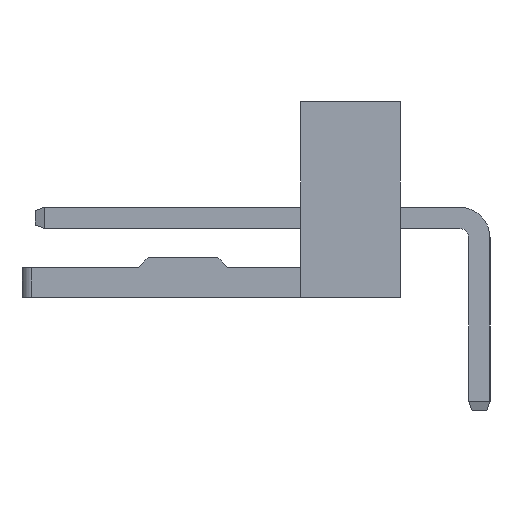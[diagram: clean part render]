
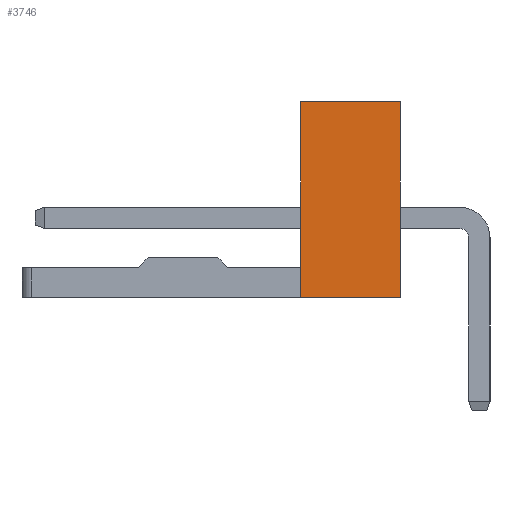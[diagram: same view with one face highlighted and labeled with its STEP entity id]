
A CAD part, left-side view. The second image highlights one B-rep face of the part: STEP entity #3746.
In plain terms, the highlighted planar face has unit normal (-1, 0, 0).
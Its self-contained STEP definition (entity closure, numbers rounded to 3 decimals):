
#105 = ORIENTED_EDGE ( 'NONE', *, *, #11755, .T. ) ;
#254 = CARTESIAN_POINT ( 'NONE',  ( -1.27, 5.38, 0. ) ) ;
#347 = EDGE_CURVE ( 'NONE', #9270, #11320, #2142, .T. ) ;
#574 = EDGE_CURVE ( 'NONE', #4752, #9270, #10073, .T. ) ;
#697 = DIRECTION ( 'NONE',  ( 0., 1., 0. ) ) ;
#1421 = VECTOR ( 'NONE', #11834, 1000. ) ;
#1750 = ORIENTED_EDGE ( 'NONE', *, *, #347, .T. ) ;
#1761 = CARTESIAN_POINT ( 'NONE',  ( -1.27, 2.38, 0. ) ) ;
#2093 = CARTESIAN_POINT ( 'NONE',  ( -1.27, 2.38, 5.9 ) ) ;
#2142 = LINE ( 'NONE', #11825, #5871 ) ;
#2390 = VERTEX_POINT ( 'NONE', #9246 ) ;
#3160 = LINE ( 'NONE', #1761, #1421 ) ;
#3746 = ADVANCED_FACE ( 'NONE', ( #8048 ), #7795, .T. ) ;
#3907 = DIRECTION ( 'NONE',  ( 0., 0., -1. ) ) ;
#3989 = VECTOR ( 'NONE', #5803, 1000. ) ;
#4024 = DIRECTION ( 'NONE',  ( -1., 0., 0. ) ) ;
#4752 = VERTEX_POINT ( 'NONE', #7467 ) ;
#5478 = VECTOR ( 'NONE', #3907, 1000. ) ;
#5509 = EDGE_LOOP ( 'NONE', ( #105, #7677, #9499, #1750 ) ) ;
#5803 = DIRECTION ( 'NONE',  ( 0., 0., 1. ) ) ;
#5871 = VECTOR ( 'NONE', #697, 1000. ) ;
#6733 = CARTESIAN_POINT ( 'NONE',  ( -1.27, 2.38, 0. ) ) ;
#7467 = CARTESIAN_POINT ( 'NONE',  ( -1.27, 2.38, 0. ) ) ;
#7674 = CARTESIAN_POINT ( 'NONE',  ( -1.27, 2.38, 0. ) ) ;
#7677 = ORIENTED_EDGE ( 'NONE', *, *, #9614, .F. ) ;
#7795 = PLANE ( 'NONE',  #11242 ) ;
#8048 = FACE_OUTER_BOUND ( 'NONE', #5509, .T. ) ;
#9230 = CARTESIAN_POINT ( 'NONE',  ( -1.27, 5.38, 5.9 ) ) ;
#9246 = CARTESIAN_POINT ( 'NONE',  ( -1.27, 5.38, 0. ) ) ;
#9270 = VERTEX_POINT ( 'NONE', #2093 ) ;
#9499 = ORIENTED_EDGE ( 'NONE', *, *, #574, .T. ) ;
#9614 = EDGE_CURVE ( 'NONE', #4752, #2390, #3160, .T. ) ;
#10073 = LINE ( 'NONE', #6733, #3989 ) ;
#11126 = LINE ( 'NONE', #254, #5478 ) ;
#11242 = AXIS2_PLACEMENT_3D ( 'NONE', #7674, #4024, #11591 ) ;
#11320 = VERTEX_POINT ( 'NONE', #9230 ) ;
#11591 = DIRECTION ( 'NONE',  ( 0., 0., 1. ) ) ;
#11755 = EDGE_CURVE ( 'NONE', #11320, #2390, #11126, .T. ) ;
#11825 = CARTESIAN_POINT ( 'NONE',  ( -1.27, 2.38, 5.9 ) ) ;
#11834 = DIRECTION ( 'NONE',  ( 0., 1., 0. ) ) ;
